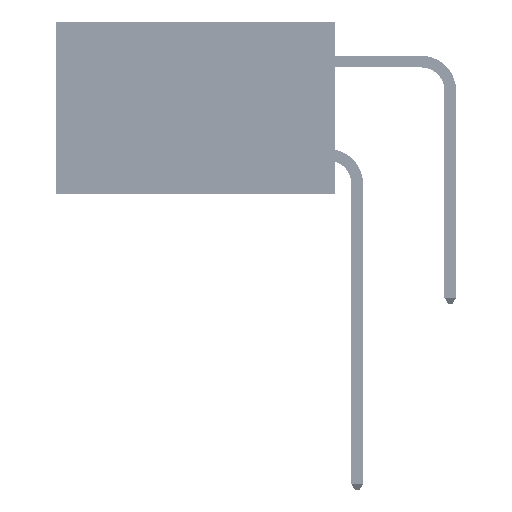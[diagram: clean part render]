
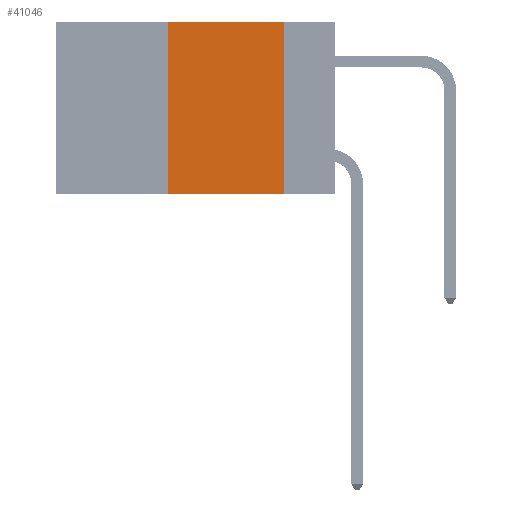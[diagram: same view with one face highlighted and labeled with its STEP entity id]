
A CAD part, left-side view. The second image highlights one B-rep face of the part: STEP entity #41046.
In plain terms, the highlighted planar face has unit normal (-1, 0, 0).
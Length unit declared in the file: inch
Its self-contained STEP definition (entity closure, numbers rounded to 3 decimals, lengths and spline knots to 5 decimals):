
#904 = DIRECTION ( 'NONE',  ( 1., 0., 0. ) ) ;
#1150 = DIRECTION ( 'NONE',  ( 0., -1., 0. ) ) ;
#12033 = CARTESIAN_POINT ( 'NONE',  ( 0., 0.36, -0.37 ) ) ;
#12041 = VECTOR ( 'NONE', #13234, 39.37008 ) ;
#12519 = CARTESIAN_POINT ( 'NONE',  ( 0., 0.11, -0.37 ) ) ;
#13234 = DIRECTION ( 'NONE',  ( 0., -1., 0. ) ) ;
#13414 = EDGE_CURVE ( 'NONE', #54544, #36176, #30205, .T. ) ;
#13958 = DIRECTION ( 'NONE',  ( 0., 0., -1. ) ) ;
#14316 = ORIENTED_EDGE ( 'NONE', *, *, #34262, .F. ) ;
#16132 = CARTESIAN_POINT ( 'NONE',  ( 0., 0.11, 0. ) ) ;
#18308 = DIRECTION ( 'NONE',  ( 0., 0., 1. ) ) ;
#21463 = CARTESIAN_POINT ( 'NONE',  ( 0., 0.6, 0. ) ) ;
#22596 = CARTESIAN_POINT ( 'NONE',  ( 0., 0.36, 0. ) ) ;
#23083 = ORIENTED_EDGE ( 'NONE', *, *, #40504, .T. ) ;
#24150 = DIRECTION ( 'NONE',  ( 0., 0., -1. ) ) ;
#25733 = CARTESIAN_POINT ( 'NONE',  ( 0., 0.36, 0. ) ) ;
#26479 = PLANE ( 'NONE',  #38347 ) ;
#26725 = CARTESIAN_POINT ( 'NONE',  ( 0., 0.6, -0.37 ) ) ;
#26855 = FACE_OUTER_BOUND ( 'NONE', #54184, .T. ) ;
#30205 = LINE ( 'NONE', #22596, #42356 ) ;
#31071 = LINE ( 'NONE', #16132, #41148 ) ;
#34262 = EDGE_CURVE ( 'NONE', #36176, #35883, #34744, .T. ) ;
#34744 = LINE ( 'NONE', #21463, #12041 ) ;
#35883 = VERTEX_POINT ( 'NONE', #49615 ) ;
#36176 = VERTEX_POINT ( 'NONE', #25733 ) ;
#38347 = AXIS2_PLACEMENT_3D ( 'NONE', #47852, #904, #13958 ) ;
#38777 = ORIENTED_EDGE ( 'NONE', *, *, #13414, .F. ) ;
#40504 = EDGE_CURVE ( 'NONE', #54544, #48124, #47094, .T. ) ;
#41046 = ADVANCED_FACE ( 'NONE', ( #26855 ), #26479, .F. ) ;
#41148 = VECTOR ( 'NONE', #24150, 39.37008 ) ;
#42356 = VECTOR ( 'NONE', #18308, 39.37008 ) ;
#47094 = LINE ( 'NONE', #26725, #53161 ) ;
#47852 = CARTESIAN_POINT ( 'NONE',  ( 0., 0.6, 0. ) ) ;
#48118 = ORIENTED_EDGE ( 'NONE', *, *, #54556, .F. ) ;
#48124 = VERTEX_POINT ( 'NONE', #12519 ) ;
#49615 = CARTESIAN_POINT ( 'NONE',  ( 0., 0.11, 0. ) ) ;
#53161 = VECTOR ( 'NONE', #1150, 39.37008 ) ;
#54184 = EDGE_LOOP ( 'NONE', ( #48118, #14316, #38777, #23083 ) ) ;
#54544 = VERTEX_POINT ( 'NONE', #12033 ) ;
#54556 = EDGE_CURVE ( 'NONE', #35883, #48124, #31071, .T. ) ;
